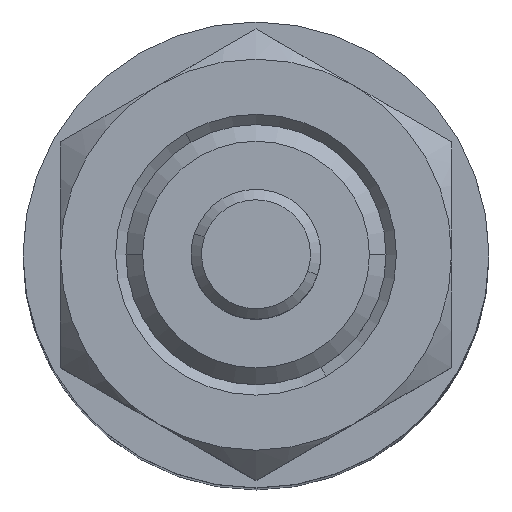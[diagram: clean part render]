
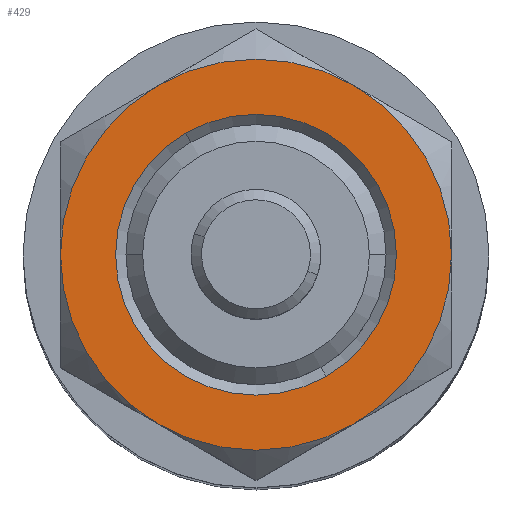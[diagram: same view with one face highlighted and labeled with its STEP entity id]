
A CAD part, top view. The second image highlights one B-rep face of the part: STEP entity #429.
In plain terms, the highlighted planar face has unit normal (0, 0, 1).
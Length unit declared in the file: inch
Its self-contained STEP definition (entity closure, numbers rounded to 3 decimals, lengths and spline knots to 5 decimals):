
#47 = DIRECTION ( 'NONE',  ( -1., 0., 0. ) ) ;
#52 = AXIS2_PLACEMENT_3D ( 'NONE', #2441, #1274, #118 ) ;
#92 = CARTESIAN_POINT ( 'NONE',  ( 0., 0., 0.19 ) ) ;
#112 = VERTEX_POINT ( 'NONE', #2011 ) ;
#118 = DIRECTION ( 'NONE',  ( -1., 0., 0. ) ) ;
#119 = EDGE_CURVE ( 'NONE', #2292, #553, #427, .T. ) ;
#222 = ORIENTED_EDGE ( 'NONE', *, *, #1339, .T. ) ;
#224 = DIRECTION ( 'NONE',  ( 0., 0., -1. ) ) ;
#286 = DIRECTION ( 'NONE',  ( 1., 0., 0. ) ) ;
#332 = EDGE_CURVE ( 'NONE', #2195, #1130, #1571, .T. ) ;
#333 = DIRECTION ( 'NONE',  ( 0., 0., -1. ) ) ;
#427 = CIRCLE ( 'NONE', #1900, 0.47 ) ;
#429 = ADVANCED_FACE ( 'NONE', ( #2106, #606 ), #1399, .F. ) ;
#553 = VERTEX_POINT ( 'NONE', #2003 ) ;
#566 = AXIS2_PLACEMENT_3D ( 'NONE', #92, #1463, #286 ) ;
#576 = CIRCLE ( 'NONE', #957, 0.47 ) ;
#578 = AXIS2_PLACEMENT_3D ( 'NONE', #1388, #224, #1589 ) ;
#596 = AXIS2_PLACEMENT_3D ( 'NONE', #1860, #683, #2047 ) ;
#606 = FACE_OUTER_BOUND ( 'NONE', #2403, .T. ) ;
#618 = DIRECTION ( 'NONE',  ( -1., 0., 0. ) ) ;
#683 = DIRECTION ( 'NONE',  ( 0., 0., -1. ) ) ;
#721 = DIRECTION ( 'NONE',  ( 0., 0., -1. ) ) ;
#748 = AXIS2_PLACEMENT_3D ( 'NONE', #1974, #1794, #618 ) ;
#766 = EDGE_CURVE ( 'NONE', #2041, #1410, #576, .T. ) ;
#782 = DIRECTION ( 'NONE',  ( 0., 0., -1. ) ) ;
#807 = AXIS2_PLACEMENT_3D ( 'NONE', #1961, #782, #2154 ) ;
#936 = CIRCLE ( 'NONE', #52, 0.3375 ) ;
#957 = AXIS2_PLACEMENT_3D ( 'NONE', #1518, #333, #1709 ) ;
#1023 = EDGE_CURVE ( 'NONE', #2260, #112, #936, .T. ) ;
#1036 = ORIENTED_EDGE ( 'NONE', *, *, #2199, .T. ) ;
#1130 = VERTEX_POINT ( 'NONE', #2343 ) ;
#1148 = EDGE_CURVE ( 'NONE', #1410, #2292, #1924, .T. ) ;
#1179 = AXIS2_PLACEMENT_3D ( 'NONE', #1894, #721, #2080 ) ;
#1244 = ORIENTED_EDGE ( 'NONE', *, *, #1023, .T. ) ;
#1248 = ORIENTED_EDGE ( 'NONE', *, *, #1148, .F. ) ;
#1259 = CIRCLE ( 'NONE', #807, 0.3375 ) ;
#1274 = DIRECTION ( 'NONE',  ( 0., 0., -1. ) ) ;
#1334 = CARTESIAN_POINT ( 'NONE',  ( -0.235, -0.40703, 0.19 ) ) ;
#1339 = EDGE_CURVE ( 'NONE', #2195, #553, #1684, .T. ) ;
#1370 = CARTESIAN_POINT ( 'NONE',  ( 0.47, 0., 0.19 ) ) ;
#1388 = CARTESIAN_POINT ( 'NONE',  ( 0., 0., 0.19 ) ) ;
#1399 = PLANE ( 'NONE',  #748 ) ;
#1410 = VERTEX_POINT ( 'NONE', #1486 ) ;
#1463 = DIRECTION ( 'NONE',  ( 0., 0., 1. ) ) ;
#1486 = CARTESIAN_POINT ( 'NONE',  ( -0.47, 0., 0.19 ) ) ;
#1518 = CARTESIAN_POINT ( 'NONE',  ( 0., 0., 0.19 ) ) ;
#1571 = CIRCLE ( 'NONE', #1179, 0.47 ) ;
#1589 = DIRECTION ( 'NONE',  ( -1., 0., 0. ) ) ;
#1646 = ORIENTED_EDGE ( 'NONE', *, *, #332, .F. ) ;
#1660 = ORIENTED_EDGE ( 'NONE', *, *, #119, .F. ) ;
#1684 = CIRCLE ( 'NONE', #566, 0.47 ) ;
#1709 = DIRECTION ( 'NONE',  ( -1., 0., 0. ) ) ;
#1752 = ORIENTED_EDGE ( 'NONE', *, *, #766, .F. ) ;
#1785 = CARTESIAN_POINT ( 'NONE',  ( 0.3375, 0., 0.19 ) ) ;
#1792 = CARTESIAN_POINT ( 'NONE',  ( -0.235, 0.40703, 0.19 ) ) ;
#1794 = DIRECTION ( 'NONE',  ( 0., 0., -1. ) ) ;
#1822 = EDGE_CURVE ( 'NONE', #1130, #2041, #2512, .T. ) ;
#1860 = CARTESIAN_POINT ( 'NONE',  ( 0., 0., 0.19 ) ) ;
#1894 = CARTESIAN_POINT ( 'NONE',  ( 0., 0., 0.19 ) ) ;
#1900 = AXIS2_PLACEMENT_3D ( 'NONE', #2019, #2303, #47 ) ;
#1924 = CIRCLE ( 'NONE', #578, 0.47 ) ;
#1961 = CARTESIAN_POINT ( 'NONE',  ( 0., 0., 0.19 ) ) ;
#1974 = CARTESIAN_POINT ( 'NONE',  ( 0., 0.54271, 0.19 ) ) ;
#2003 = CARTESIAN_POINT ( 'NONE',  ( 0.235, 0.40703, 0.19 ) ) ;
#2011 = CARTESIAN_POINT ( 'NONE',  ( -0.3375, 0., 0.19 ) ) ;
#2019 = CARTESIAN_POINT ( 'NONE',  ( 0., 0., 0.19 ) ) ;
#2041 = VERTEX_POINT ( 'NONE', #1334 ) ;
#2047 = DIRECTION ( 'NONE',  ( -1., 0., 0. ) ) ;
#2080 = DIRECTION ( 'NONE',  ( -1., 0., 0. ) ) ;
#2106 = FACE_BOUND ( 'NONE', #2351, .T. ) ;
#2154 = DIRECTION ( 'NONE',  ( -1., 0., 0. ) ) ;
#2195 = VERTEX_POINT ( 'NONE', #1370 ) ;
#2199 = EDGE_CURVE ( 'NONE', #112, #2260, #1259, .T. ) ;
#2260 = VERTEX_POINT ( 'NONE', #1785 ) ;
#2292 = VERTEX_POINT ( 'NONE', #1792 ) ;
#2303 = DIRECTION ( 'NONE',  ( 0., 0., -1. ) ) ;
#2343 = CARTESIAN_POINT ( 'NONE',  ( 0.235, -0.40703, 0.19 ) ) ;
#2351 = EDGE_LOOP ( 'NONE', ( #1244, #1036 ) ) ;
#2403 = EDGE_LOOP ( 'NONE', ( #1248, #1752, #2503, #1646, #222, #1660 ) ) ;
#2441 = CARTESIAN_POINT ( 'NONE',  ( 0., 0., 0.19 ) ) ;
#2503 = ORIENTED_EDGE ( 'NONE', *, *, #1822, .F. ) ;
#2512 = CIRCLE ( 'NONE', #596, 0.47 ) ;
